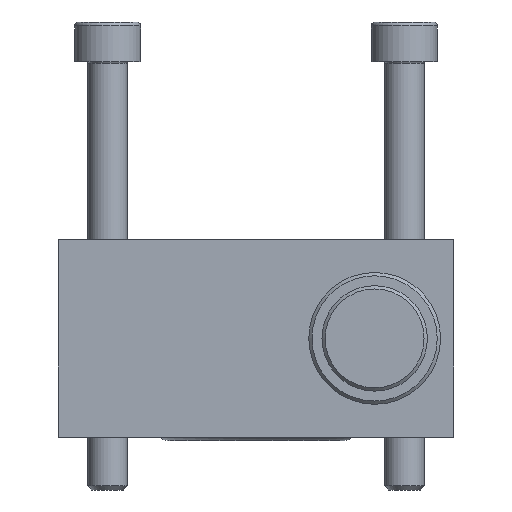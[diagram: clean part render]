
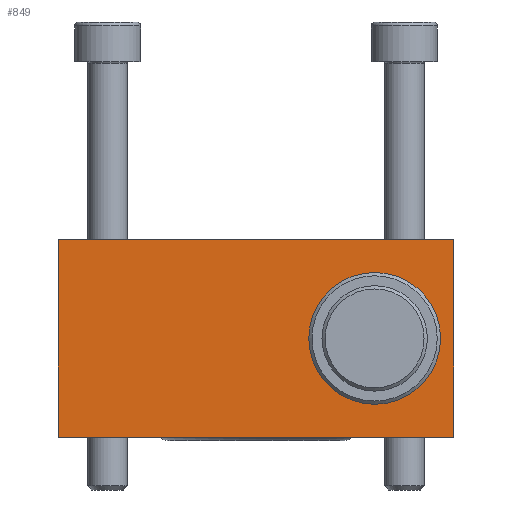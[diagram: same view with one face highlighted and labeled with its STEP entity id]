
A CAD part, left-side view. The second image highlights one B-rep face of the part: STEP entity #849.
In plain terms, the highlighted face is planar.
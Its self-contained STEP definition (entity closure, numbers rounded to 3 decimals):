
#741 = EDGE_CURVE( '    LINE', #1555, #1556, #1557, .T. );
#813 = EDGE_CURVE( '    LINE', #1556, #1597, #1674, .T. );
#849 = ADVANCED_FACE( '', ( #1736, #1737 ), #1738, .T. );
#929 = EDGE_CURVE( '    LINE', #1702, #1597, #1865, .T. );
#1233 = EDGE_CURVE( '    LINE', #1555, #1702, #2322, .T. );
#1555 = VERTEX_POINT( '', #2847 );
#1556 = VERTEX_POINT( '', #2848 );
#1557 = LINE( '', #2849, #2850 );
#1597 = VERTEX_POINT( '', #2947 );
#1674 = LINE( '', #3090, #3091 );
#1702 = VERTEX_POINT( '', #3128 );
#1736 = FACE_BOUND( '', #3184, .T. );
#1737 = FACE_OUTER_BOUND( '', #3185, .T. );
#1738 = PLANE( '', #3186 );
#1865 = LINE( '', #3406, #3407 );
#2322 = LINE( '', #4783, #4784 );
#2847 = CARTESIAN_POINT( '', ( 56., 0., -16. ) );
#2848 = CARTESIAN_POINT( '', ( 56., 0., 14. ) );
#2849 = CARTESIAN_POINT( '', ( 56., 0., -16. ) );
#2850 = VECTOR( '', #5380, 1000. );
#2947 = CARTESIAN_POINT( '', ( 56., -60., 14. ) );
#3090 = CARTESIAN_POINT( '', ( 56., 0., 14. ) );
#3091 = VECTOR( '', #5493, 1000. );
#3128 = CARTESIAN_POINT( '', ( 56., -60., -16. ) );
#3184 = EDGE_LOOP( '', ( #5565 ) );
#3185 = EDGE_LOOP( '', ( #5566, #5567, #5568, #5569 ) );
#3186 = AXIS2_PLACEMENT_3D( '', #5570, #5571, #5572 );
#3406 = CARTESIAN_POINT( '', ( 56., -60., -16. ) );
#3407 = VECTOR( '', #5720, 1000. );
#4783 = CARTESIAN_POINT( '', ( 56., 0., -16. ) );
#4784 = VECTOR( '', #6258, 1000. );
#5380 = DIRECTION( '', ( 0., 0., 1. ) );
#5493 = DIRECTION( '', ( 0., -1., 0. ) );
#5565 = ORIENTED_EDGE( '', *, *, #6595, .T. );
#5566 = ORIENTED_EDGE( '', *, *, #741, .T. );
#5567 = ORIENTED_EDGE( '', *, *, #813, .T. );
#5568 = ORIENTED_EDGE( '', *, *, #929, .F. );
#5569 = ORIENTED_EDGE( '', *, *, #1233, .F. );
#5570 = CARTESIAN_POINT( '', ( 56., 0., -16. ) );
#5571 = DIRECTION( '', ( 1., 0., 0. ) );
#5572 = DIRECTION( '', ( 0., 0., 1. ) );
#5720 = DIRECTION( '', ( 0., 0., 1. ) );
#6258 = DIRECTION( '', ( 0., -1., 0. ) );
#6595 = EDGE_CURVE( '', #7143, #7143, #7144, .F. );
#7143 = VERTEX_POINT( '', #7398 );
#7144 = CIRCLE( '', #7399, 9.088 );
#7398 = CARTESIAN_POINT( '', ( 56., -12., -10.088 ) );
#7399 = AXIS2_PLACEMENT_3D( '', #7735, #7736, #7737 );
#7735 = CARTESIAN_POINT( '', ( 56., -12., -1. ) );
#7736 = DIRECTION( '', ( 1., 0., 0. ) );
#7737 = DIRECTION( '', ( 0., 0., -1. ) );
